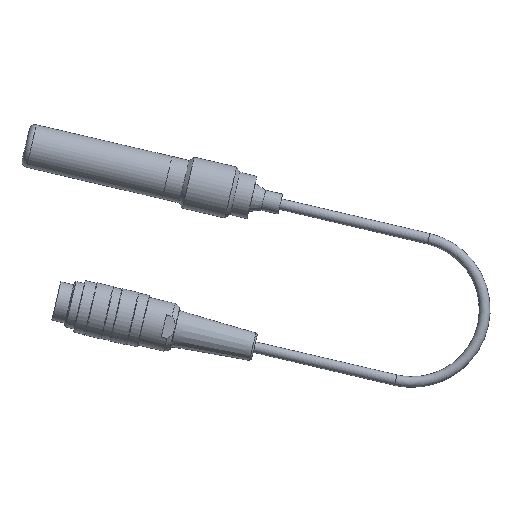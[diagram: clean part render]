
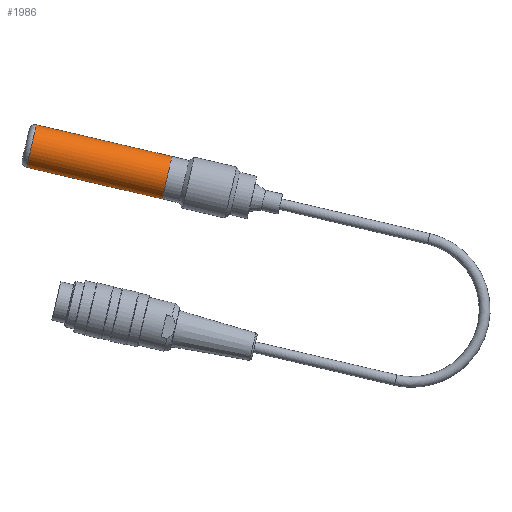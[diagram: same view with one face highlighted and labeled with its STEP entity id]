
A CAD part, top view. The second image highlights one B-rep face of the part: STEP entity #1986.
In plain terms, the highlighted cylindrical face has radius 7.5 mm (diameter 15 mm), a full revolution.
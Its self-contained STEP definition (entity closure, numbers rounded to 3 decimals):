
#381=FACE_BOUND('',#714,.T.);
#509=FACE_OUTER_BOUND('',#713,.T.);
#713=EDGE_LOOP('',(#1676));
#714=EDGE_LOOP('',(#1677));
#834=CIRCLE('',#2243,7.5);
#836=CIRCLE('',#2246,7.5);
#1006=VERTEX_POINT('',#3835);
#1008=VERTEX_POINT('',#3840);
#1231=EDGE_CURVE('',#1006,#1006,#834,.T.);
#1233=EDGE_CURVE('',#1008,#1008,#836,.T.);
#1676=ORIENTED_EDGE('',*,*,#1233,.T.);
#1677=ORIENTED_EDGE('',*,*,#1231,.F.);
#1725=CYLINDRICAL_SURFACE('',#2245,7.5);
#1986=ADVANCED_FACE('',(#509,#381),#1725,.T.);
#2243=AXIS2_PLACEMENT_3D('',#3836,#2801,#2802);
#2245=AXIS2_PLACEMENT_3D('',#3839,#2805,#2806);
#2246=AXIS2_PLACEMENT_3D('',#3841,#2807,#2808);
#2801=DIRECTION('center_axis',(-0.974,0.227,0.));
#2802=DIRECTION('ref_axis',(0.,0.,1.));
#2805=DIRECTION('center_axis',(-0.974,0.227,0.));
#2806=DIRECTION('ref_axis',(0.,0.,
-1.));
#2807=DIRECTION('center_axis',(-0.974,0.227,0.));
#2808=DIRECTION('ref_axis',(0.227,0.974,0.));
#3835=CARTESIAN_POINT('',(-254.983,97.465,-0.947));
#3836=CARTESIAN_POINT('Origin',(-254.983,97.465,6.553));
#3839=CARTESIAN_POINT('Origin',(-232.585,92.237,6.553));
#3840=CARTESIAN_POINT('',(-208.24,86.555,-0.947));
#3841=CARTESIAN_POINT('Origin',(-208.24,86.555,6.553));
